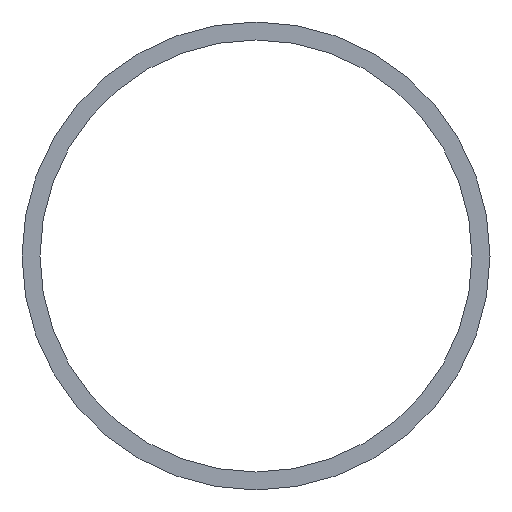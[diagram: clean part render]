
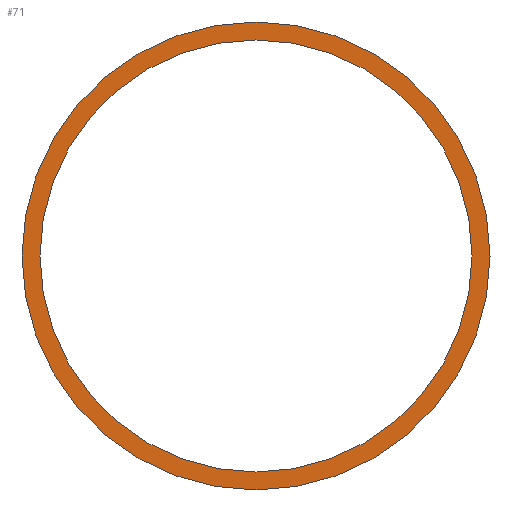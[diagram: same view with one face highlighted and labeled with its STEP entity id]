
A CAD part, left-side view. The second image highlights one B-rep face of the part: STEP entity #71.
In plain terms, the highlighted planar face has unit normal (-1, 0, 0).
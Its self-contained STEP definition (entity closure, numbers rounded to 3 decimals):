
#55 = VERTEX_POINT( '', #127 );
#63 = EDGE_CURVE( '', #65, #89, #135, .T. );
#65 = VERTEX_POINT( '', #137 );
#71 = ADVANCED_FACE( '', ( #143, #144 ), #145, .F. );
#87 = EDGE_CURVE( '', #89, #65, #164, .T. );
#89 = VERTEX_POINT( '', #166 );
#95 = EDGE_CURVE( '', #97, #55, #173, .T. );
#97 = VERTEX_POINT( '', #175 );
#101 = EDGE_CURVE( '', #55, #97, #179, .T. );
#127 = CARTESIAN_POINT( '', ( 0., 0., 157.5 ) );
#135 = CIRCLE( '', #207, 145.4 );
#137 = CARTESIAN_POINT( '', ( 0., 0., -145.4 ) );
#143 = FACE_OUTER_BOUND( '', #216, .T. );
#144 = FACE_BOUND( '', #217, .T. );
#145 = PLANE( '', #218 );
#164 = CIRCLE( '', #243, 145.4 );
#166 = CARTESIAN_POINT( '', ( 0., 0., 145.4 ) );
#173 = CIRCLE( '', #253, 157.5 );
#175 = CARTESIAN_POINT( '', ( 0., 0., -157.5 ) );
#179 = CIRCLE( '', #261, 157.5 );
#207 = AXIS2_PLACEMENT_3D( '', #278, #279, #280 );
#216 = EDGE_LOOP( '', ( #285, #286 ) );
#217 = EDGE_LOOP( '', ( #287, #288 ) );
#218 = AXIS2_PLACEMENT_3D( '', #289, #290, #291 );
#243 = AXIS2_PLACEMENT_3D( '', #320, #321, #322 );
#253 = AXIS2_PLACEMENT_3D( '', #331, #332, #333 );
#261 = AXIS2_PLACEMENT_3D( '', #337, #338, #339 );
#278 = CARTESIAN_POINT( '', ( 0., 0., 0. ) );
#279 = DIRECTION( '', ( 1., 0., 0. ) );
#280 = DIRECTION( '', ( 0., 0., -1. ) );
#285 = ORIENTED_EDGE( '', *, *, #95, .F. );
#286 = ORIENTED_EDGE( '', *, *, #101, .F. );
#287 = ORIENTED_EDGE( '', *, *, #63, .T. );
#288 = ORIENTED_EDGE( '', *, *, #87, .T. );
#289 = CARTESIAN_POINT( '', ( 0., 0., 0. ) );
#290 = DIRECTION( '', ( 1., 0., 0. ) );
#291 = DIRECTION( '', ( 0., 0., -1. ) );
#320 = CARTESIAN_POINT( '', ( 0., 0., 0. ) );
#321 = DIRECTION( '', ( 1., 0., 0. ) );
#322 = DIRECTION( '', ( 0., 0., -1. ) );
#331 = CARTESIAN_POINT( '', ( 0., 0., 0. ) );
#332 = DIRECTION( '', ( 1., 0., 0. ) );
#333 = DIRECTION( '', ( 0., 0., -1. ) );
#337 = CARTESIAN_POINT( '', ( 0., 0., 0. ) );
#338 = DIRECTION( '', ( 1., 0., 0. ) );
#339 = DIRECTION( '', ( 0., 0., -1. ) );
